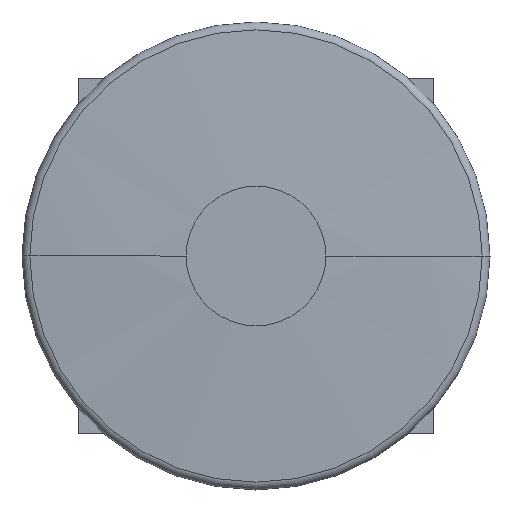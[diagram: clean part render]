
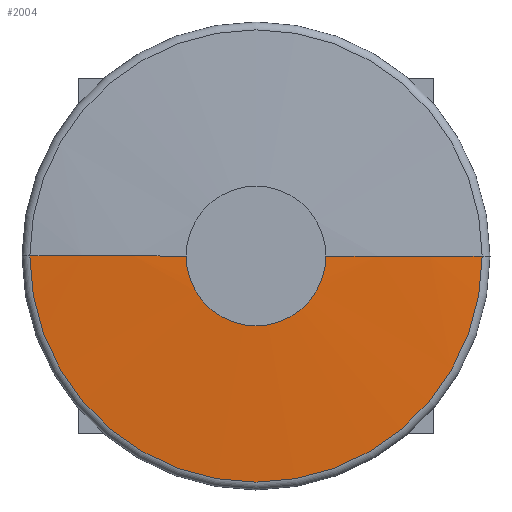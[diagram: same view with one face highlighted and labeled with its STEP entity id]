
A CAD part, front view. The second image highlights one B-rep face of the part: STEP entity #2004.
In plain terms, the highlighted free-form (B-spline) face has degree [2, 2] with [7, 9] control points.
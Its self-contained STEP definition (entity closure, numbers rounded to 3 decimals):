
#1891=CARTESIAN_POINT('POINT3977',(8.462,-27.178,
   0.));
#1892=VERTEX_POINT('VERTEX3977',#1891);
#1893=CARTESIAN_POINT('POINT3978',(-8.462,-27.178,
   0.));
#1894=VERTEX_POINT('VERTEX3978',#1893);
#1895=CARTESIAN_POINT('POS5585',(0.,-27.178,
   0.));
#1896=DIRECTION('DIR8420',(0.,-1.,
   0.));
#1897=DIRECTION('DIR8421',(0.,0.,-1.));
#1898=AXIS2_PLACEMENT_3D('AXIS2836',#1895,#1896,#1897);
#1899=CIRCLE('ELLIPSE1373',#1898,8.462);
#1902=EDGE_CURVE('EDGE6238',#1894,#1892,#1899,.T.);
#1912=CARTESIAN_POINT('POINT3979',(27.372,
   -26.274,0.));
#1913=VERTEX_POINT('VERTEX3979',#1912);
#1914=CARTESIAN_POINT('POS5587',(8.462,
   171.069,0.));
#1915=DIRECTION('DIR8424',(0.,0.
   ,-1.));
#1916=DIRECTION('DIR8425',(1.,0.,
   0.));
#1917=AXIS2_PLACEMENT_3D('AXIS2838',#1914,#1915,#1916);
#1918=CIRCLE('ELLIPSE1374',#1917,198.247);
#1919=EDGE_CURVE('EDGE6239',#1913,#1892,#1918,.T.);
#1920=ORIENTED_EDGE('COEDGE12473',*,*,#1919,.T.);
#1921=ORIENTED_EDGE('COEDGE12474',*,*,#1902,.F.);
#1922=CARTESIAN_POINT('POINT3980',(-27.372,
   -26.274,0.));
#1923=VERTEX_POINT('VERTEX3980',#1922);
#1924=CARTESIAN_POINT('POS5588',(-8.462,
   171.069,0.));
#1925=DIRECTION('DIR8426',(0.,0.
   ,-1.));
#1926=DIRECTION('DIR8427',(-1.,0.,
   0.));
#1927=AXIS2_PLACEMENT_3D('AXIS2839',#1924,#1925,#1926);
#1928=CIRCLE('ELLIPSE1375',#1927,198.247);
#1929=EDGE_CURVE('EDGE6240',#1894,#1923,#1928,.T.);
#1930=ORIENTED_EDGE('COEDGE12475',*,*,#1929,.T.);
#1931=CARTESIAN_POINT('POS5589',(0.,
   -26.274,0.));
#1932=DIRECTION('DIR8428',(0.,-1.,
   0.));
#1933=DIRECTION('DIR8429',(1.,0.,0.));
#1934=AXIS2_PLACEMENT_3D('AXIS2840',#1931,#1932,#1933);
#1935=CIRCLE('ELLIPSE1376',#1934,27.372);
#1936=EDGE_CURVE('EDGE6241',#1923,#1913,#1935,.T.);
#1937=ORIENTED_EDGE('COEDGE12476',*,*,#1936,.T.);
#1938=EDGE_LOOP('NONE',(#1920,#1921,#1930,#1937));
#1939=FACE_BOUND('LOOP1',#1938,.T.);
#1940=(BOUNDED_SURFACE() B_SPLINE_SURFACE(2,2,((#1941,#1942,#1943,#1944,
   #1945,#1946,#1947,#1948,#1949),(#1950,#1951,#1952,#1953,#1954,#1955,
   #1956,#1957,#1958),(#1959,#1960,#1961,#1962,#1963,#1964,#1965,#1966,
   #1967),(#1968,#1969,#1970,#1971,#1972,#1973,#1974,#1975,#1976),(#1977
   ,#1978,#1979,#1980,#1981,#1982,#1983,#1984,#1985),(#1986,#1987,#1988,
   #1989,#1990,#1991,#1992,#1993,#1994),(#1995,#1996,#1997,#1998,#1999,
   #2000,#2001,#2002,#2003)),.UNSPECIFIED.,.F.,.T.,.U.) 
   B_SPLINE_SURFACE_WITH_KNOTS((3,2,2,3),(3,2,2,2,3),(
   1.528,2.604,3.679,
   4.755),(0.,1.571,
   3.142,4.712,6.283),
   .UNSPECIFIED.) GEOMETRIC_REPRESENTATION_ITEM() 
   RATIONAL_B_SPLINE_SURFACE(((1.,0.707,1.,
   0.707,1.,0.707,1.,
   0.707,1.),(0.859,
   0.607,0.859,0.607,
   0.859,0.607,0.859,
   0.607,0.859),(1.,
   0.707,1.,0.707,1.,
   0.707,1.,0.707,1.),(
   0.859,0.607,0.859,
   0.607,0.859,0.607,
   0.859,0.607,0.859),(
   1.,0.707,1.,0.707,
   1.,0.707,1.,0.707,
   1.),(0.859,0.607,
   0.859,0.607,0.859,
   0.607,0.859,0.607,
   0.859),(1.,0.707,1.,
   0.707,1.,0.707,1.,
   0.707,1.))) REPRESENTATION_ITEM('SPLINE_SURF11'
   ) SURFACE());
#1941=CARTESIAN_POINT('',(0.,-26.997,
   0.));
#1942=CARTESIAN_POINT('',(0.,-26.997,
   0.));
#1943=CARTESIAN_POINT('',(0.,-26.997,
   0.));
#1944=CARTESIAN_POINT('',(0.,-26.997,
   0.));
#1945=CARTESIAN_POINT('',(0.,-26.997,
   0.));
#1946=CARTESIAN_POINT('',(0.,-26.997,
   0.));
#1947=CARTESIAN_POINT('',(0.,-26.997,
   0.));
#1948=CARTESIAN_POINT('',(0.,-26.997,
   0.));
#1949=CARTESIAN_POINT('',(0.,-26.997,
   0.));
#1950=CARTESIAN_POINT('',(-118.144,-32.045,
   0.));
#1951=CARTESIAN_POINT('',(-118.144,-32.045,
   -118.144));
#1952=CARTESIAN_POINT('',(0.,-32.045,
   -118.144));
#1953=CARTESIAN_POINT('',(118.144,-32.045,
   -118.144));
#1954=CARTESIAN_POINT('',(118.144,-32.045,
   0.));
#1955=CARTESIAN_POINT('',(118.144,-32.045,
   118.144));
#1956=CARTESIAN_POINT('',(0.,-32.045,
   118.144));
#1957=CARTESIAN_POINT('',(-118.144,-32.045,
   118.144));
#1958=CARTESIAN_POINT('',(-118.144,-32.045,
   0.));
#1959=CARTESIAN_POINT('',(-178.721,69.512,
   0.));
#1960=CARTESIAN_POINT('',(-178.721,69.512,
   -178.721));
#1961=CARTESIAN_POINT('',(0.,69.512,
   -178.721));
#1962=CARTESIAN_POINT('',(178.721,69.512,
   -178.721));
#1963=CARTESIAN_POINT('',(178.721,69.512,
   0.));
#1964=CARTESIAN_POINT('',(178.721,69.512,
   178.721));
#1965=CARTESIAN_POINT('',(0.,69.512,
   178.721));
#1966=CARTESIAN_POINT('',(-178.721,69.512,
   178.721));
#1967=CARTESIAN_POINT('',(-178.721,69.512,
   0.));
#1968=CARTESIAN_POINT('',(-239.298,171.069,
   0.));
#1969=CARTESIAN_POINT('',(-239.298,171.069,
   -239.298));
#1970=CARTESIAN_POINT('',(0.,171.069,
   -239.298));
#1971=CARTESIAN_POINT('',(239.298,171.069,
   -239.298));
#1972=CARTESIAN_POINT('',(239.298,171.069,
   0.));
#1973=CARTESIAN_POINT('',(239.298,171.069,
   239.298));
#1974=CARTESIAN_POINT('',(0.,171.069,
   239.298));
#1975=CARTESIAN_POINT('',(-239.298,171.069,
   239.298));
#1976=CARTESIAN_POINT('',(-239.298,171.069,
   0.));
#1977=CARTESIAN_POINT('',(-178.721,272.626,
   0.));
#1978=CARTESIAN_POINT('',(-178.721,272.626,
   -178.721));
#1979=CARTESIAN_POINT('',(0.,272.626,
   -178.721));
#1980=CARTESIAN_POINT('',(178.721,272.626,
   -178.721));
#1981=CARTESIAN_POINT('',(178.721,272.626,
   0.));
#1982=CARTESIAN_POINT('',(178.721,272.626,
   178.721));
#1983=CARTESIAN_POINT('',(0.,272.626,
   178.721));
#1984=CARTESIAN_POINT('',(-178.721,272.626,
   178.721));
#1985=CARTESIAN_POINT('',(-178.721,272.626,
   0.));
#1986=CARTESIAN_POINT('',(-118.144,374.183,
   0.));
#1987=CARTESIAN_POINT('',(-118.144,374.183,
   -118.144));
#1988=CARTESIAN_POINT('',(0.,374.183,
   -118.144));
#1989=CARTESIAN_POINT('',(118.144,374.183,
   -118.144));
#1990=CARTESIAN_POINT('',(118.144,374.183,
   0.));
#1991=CARTESIAN_POINT('',(118.144,374.183,
   118.144));
#1992=CARTESIAN_POINT('',(0.,374.183,
   118.144));
#1993=CARTESIAN_POINT('',(-118.144,374.183,
   118.144));
#1994=CARTESIAN_POINT('',(-118.144,374.183,
   0.));
#1995=CARTESIAN_POINT('',(0.,369.135,
   0.));
#1996=CARTESIAN_POINT('',(0.,369.135,
   0.));
#1997=CARTESIAN_POINT('',(0.,369.135,
   0.));
#1998=CARTESIAN_POINT('',(0.,369.135,
   0.));
#1999=CARTESIAN_POINT('',(0.,369.135,
   0.));
#2000=CARTESIAN_POINT('',(0.,369.135,
   0.));
#2001=CARTESIAN_POINT('',(0.,369.135,
   0.));
#2002=CARTESIAN_POINT('',(0.,369.135,
   0.));
#2003=CARTESIAN_POINT('',(0.,369.135,
   0.));
#2004=ADVANCED_FACE('FACE2650',(#1939),#1940,.T.);
